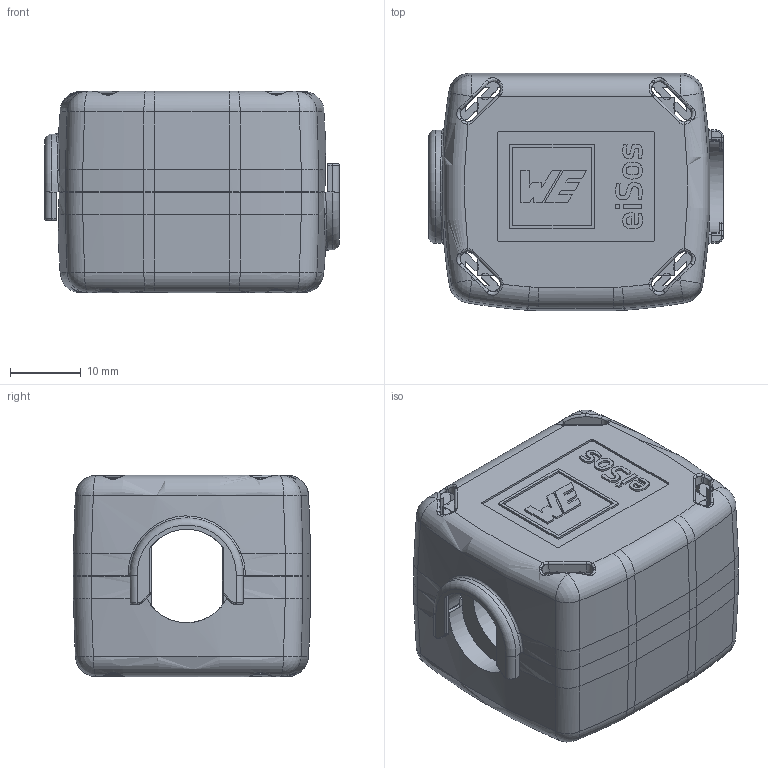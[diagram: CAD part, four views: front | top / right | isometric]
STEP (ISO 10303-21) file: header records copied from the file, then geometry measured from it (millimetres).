
FILE_DESCRIPTION(/* description */ ('Unknown'),/* implementation_level */ '2;1');
FILE_NAME(/* name */ '74271222',/* time_stamp */ '2024-11-06T13:49:14+08:00',/* author */ ('Unknown'),/* organization */ ('Unknown'),/* preprocessor_version */ 'ST-DEVELOPER v19.4',/* originating_system */ 'Solid Edge',/* authorisation */ 'Unknown');
FILE_SCHEMA (('AUTOMOTIVE_DESIGN {1 0 10303 214 3 1 1}'));
Products named in the file (5): 74271222; 74271222_unten; Kern; 74271222_oben
Assembly tree (5 placements, depth 3):
  74271222
    74271222_unten
    Kern
    74271222_oben
      74271222_oben
      Kern
Bounding box: 41.6 x 33.5 x 28.4 mm (x, y, z)
Volume: 23191.5 mm3; surface area: 18126.2 mm2
Topology: 4 solids, 4 shells, 1454 faces, 3931 edges, 2527 vertices
Faces by surface type: plane 828, cylinder 346, bspline 198, torus 46, cone 20, sphere 16
Full cylindrical faces by diameter (mm): 0.113 x4, 1.8 x2, 3.066 x1, 3.086 x1, 3.2 x2, 4.946 x1
Entity records: 52824 total; most frequent: CARTESIAN_POINT 17930, ORIENTED_EDGE 7770, DIRECTION 6405, EDGE_CURVE 3885, VERTEX_POINT 2510, LINE 2477, VECTOR 2477, AXIS2_PLACEMENT_3D 1964
